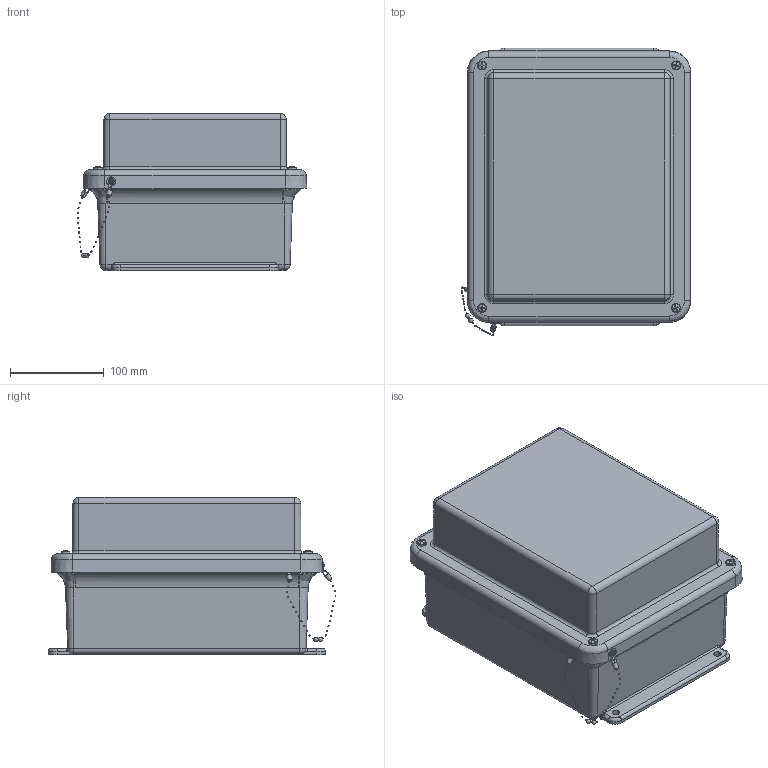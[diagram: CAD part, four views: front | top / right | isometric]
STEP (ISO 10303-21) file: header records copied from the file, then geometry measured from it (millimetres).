
FILE_DESCRIPTION (( 'STEP AP214' ), '1' );
FILE_NAME ('MR1008W.STEP', '2018-11-06T16:30:25', ( '' ), ( '' ), 'SwSTEP 2.0', 'SolidWorks 2018', '' );
FILE_SCHEMA (( 'AUTOMOTIVE_DESIGN' ));
Length unit declared in the file: inch
Products named in the file (1): MR1008W
Bounding box: 244.4 x 306.29 x 167.11 mm (x, y, z)
Volume: 1114208.4 mm3; surface area: 599563.9 mm2
Topology: 45 solids, 45 shells, 920 faces, 2141 edges, 1328 vertices
Faces by surface type: cylinder 295, cone 221, bspline 202, plane 197, torus 5
Full cylindrical faces by diameter (mm): 3.175 x2, 3.2 x1, 3.556 x5, 3.683 x4, 3.861 x5, 3.962 x7, 3.967 x80, 4.762 x1, 4.763 x1, 4.826 x80, 5.537 x4, 6.35 x2, 6.858 x8, 7.188 x1
Entity records: 42109 total; most frequent: CARTESIAN_POINT 13362, DIRECTION 3208, ORIENTED_EDGE 3092, EDGE_CURVE 1546, EDGE_LOOP 1396, AXIS2_PLACEMENT_3D 1392, VERTEX_POINT 1146, FACE_OUTER_BOUND 1098
